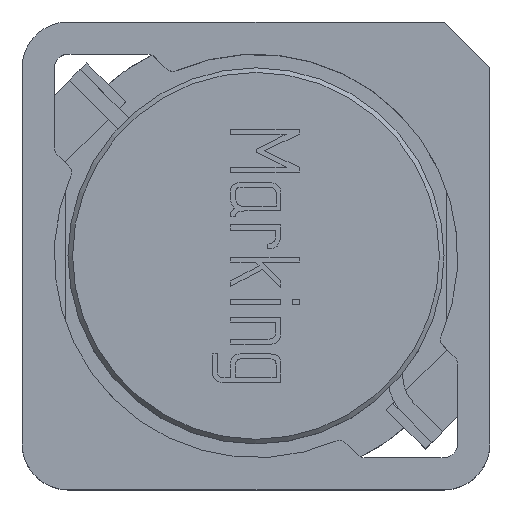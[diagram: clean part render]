
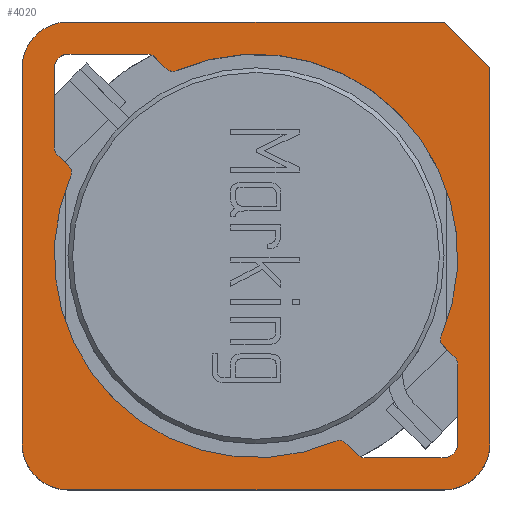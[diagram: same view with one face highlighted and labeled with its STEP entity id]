
A CAD part, top view. The second image highlights one B-rep face of the part: STEP entity #4020.
In plain terms, the highlighted planar face has unit normal (0, 0, 1).
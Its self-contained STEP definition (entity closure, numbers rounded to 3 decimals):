
#177=CIRCLE('',#4267,0.2);
#179=CIRCLE('',#4270,0.2);
#182=CIRCLE('',#4274,0.2);
#183=CIRCLE('',#4277,0.2);
#185=CIRCLE('',#4281,0.3);
#187=CIRCLE('',#4284,0.2);
#189=CIRCLE('',#4288,0.2);
#191=CIRCLE('',#4291,0.3);
#194=CIRCLE('',#4297,0.2);
#195=CIRCLE('',#4299,4.4);
#197=CIRCLE('',#4303,1.);
#199=CIRCLE('',#4307,1.);
#201=CIRCLE('',#4313,1.);
#202=CIRCLE('',#4314,0.2);
#203=CIRCLE('',#4315,4.4);
#1277=ORIENTED_EDGE('',*,*,#1903,.T.);
#1278=ORIENTED_EDGE('',*,*,#1908,.F.);
#1279=ORIENTED_EDGE('',*,*,#1904,.T.);
#1280=ORIENTED_EDGE('',*,*,#1910,.T.);
#1281=ORIENTED_EDGE('',*,*,#1911,.T.);
#1282=ORIENTED_EDGE('',*,*,#1891,.T.);
#1283=ORIENTED_EDGE('',*,*,#1895,.T.);
#1284=ORIENTED_EDGE('',*,*,#1898,.T.);
#1285=ORIENTED_EDGE('',*,*,#1838,.F.);
#1286=ORIENTED_EDGE('',*,*,#1912,.T.);
#1287=ORIENTED_EDGE('',*,*,#1913,.F.);
#1288=ORIENTED_EDGE('',*,*,#1844,.T.);
#1289=ORIENTED_EDGE('',*,*,#1840,.T.);
#1290=ORIENTED_EDGE('',*,*,#1847,.F.);
#1291=ORIENTED_EDGE('',*,*,#1879,.T.);
#1292=ORIENTED_EDGE('',*,*,#1875,.F.);
#1293=ORIENTED_EDGE('',*,*,#1890,.T.);
#1294=ORIENTED_EDGE('',*,*,#1871,.F.);
#1295=ORIENTED_EDGE('',*,*,#1881,.T.);
#1296=ORIENTED_EDGE('',*,*,#1886,.T.);
#1297=ORIENTED_EDGE('',*,*,#1887,.F.);
#1298=ORIENTED_EDGE('',*,*,#1852,.T.);
#1299=ORIENTED_EDGE('',*,*,#1856,.F.);
#1300=ORIENTED_EDGE('',*,*,#1857,.F.);
#1301=ORIENTED_EDGE('',*,*,#1860,.F.);
#1302=ORIENTED_EDGE('',*,*,#1863,.F.);
#1303=ORIENTED_EDGE('',*,*,#1870,.F.);
#1304=ORIENTED_EDGE('',*,*,#1866,.F.);
#1838=EDGE_CURVE('',#2237,#2238,#2689,.T.);
#1840=EDGE_CURVE('',#2239,#2240,#2691,.T.);
#1844=EDGE_CURVE('',#2243,#2239,#177,.T.);
#1847=EDGE_CURVE('',#2245,#2240,#179,.T.);
#1852=EDGE_CURVE('',#2250,#2249,#182,.T.);
#1856=EDGE_CURVE('',#2252,#2249,#2701,.T.);
#1857=EDGE_CURVE('',#2253,#2252,#183,.T.);
#1860=EDGE_CURVE('',#2255,#2253,#2703,.T.);
#1863=EDGE_CURVE('',#2257,#2255,#185,.T.);
#1866=EDGE_CURVE('',#2238,#2259,#187,.T.);
#1870=EDGE_CURVE('',#2259,#2257,#2709,.T.);
#1871=EDGE_CURVE('',#2261,#2262,#189,.T.);
#1875=EDGE_CURVE('',#2265,#2266,#191,.T.);
#1879=EDGE_CURVE('',#2245,#2266,#2714,.T.);
#1881=EDGE_CURVE('',#2261,#2269,#2716,.T.);
#1886=EDGE_CURVE('',#2269,#2272,#194,.T.);
#1887=EDGE_CURVE('',#2250,#2272,#195,.T.);
#1890=EDGE_CURVE('',#2265,#2262,#2721,.T.);
#1891=EDGE_CURVE('',#2273,#2274,#197,.T.);
#1895=EDGE_CURVE('',#2274,#2277,#2724,.T.);
#1898=EDGE_CURVE('',#2277,#2279,#199,.T.);
#1903=EDGE_CURVE('',#2279,#2282,#2730,.T.);
#1904=EDGE_CURVE('',#2283,#2284,#2731,.T.);
#1908=EDGE_CURVE('',#2283,#2282,#2735,.T.);
#1910=EDGE_CURVE('',#2284,#2287,#201,.T.);
#1911=EDGE_CURVE('',#2287,#2273,#2737,.T.);
#1912=EDGE_CURVE('',#2237,#2288,#202,.T.);
#1913=EDGE_CURVE('',#2243,#2288,#203,.T.);
#2237=VERTEX_POINT('',#7056);
#2238=VERTEX_POINT('',#7058);
#2239=VERTEX_POINT('',#7062);
#2240=VERTEX_POINT('',#7063);
#2243=VERTEX_POINT('',#7071);
#2245=VERTEX_POINT('',#7077);
#2249=VERTEX_POINT('',#7086);
#2250=VERTEX_POINT('',#7088);
#2252=VERTEX_POINT('',#7094);
#2253=VERTEX_POINT('',#7098);
#2255=VERTEX_POINT('',#7104);
#2257=VERTEX_POINT('',#7110);
#2259=VERTEX_POINT('',#7116);
#2261=VERTEX_POINT('',#7125);
#2262=VERTEX_POINT('',#7126);
#2265=VERTEX_POINT('',#7134);
#2266=VERTEX_POINT('',#7135);
#2269=VERTEX_POINT('',#7146);
#2272=VERTEX_POINT('',#7154);
#2273=VERTEX_POINT('',#7164);
#2274=VERTEX_POINT('',#7165);
#2277=VERTEX_POINT('',#7173);
#2279=VERTEX_POINT('',#7179);
#2282=VERTEX_POINT('',#7187);
#2283=VERTEX_POINT('',#7191);
#2284=VERTEX_POINT('',#7192);
#2287=VERTEX_POINT('',#7203);
#2288=VERTEX_POINT('',#7206);
#2689=LINE('',#7057,#3139);
#2691=LINE('',#7061,#3141);
#2701=LINE('',#7095,#3151);
#2703=LINE('',#7103,#3153);
#2709=LINE('',#7122,#3159);
#2714=LINE('',#7142,#3164);
#2716=LINE('',#7145,#3166);
#2721=LINE('',#7161,#3171);
#2724=LINE('',#7172,#3174);
#2730=LINE('',#7188,#3180);
#2731=LINE('',#7190,#3181);
#2735=LINE('',#7199,#3185);
#2737=LINE('',#7204,#3187);
#3139=VECTOR('',#5153,1000.);
#3141=VECTOR('',#5157,1000.);
#3151=VECTOR('',#5187,1000.);
#3153=VECTOR('',#5197,1000.);
#3159=VECTOR('',#5217,1000.);
#3164=VECTOR('',#5236,1000.);
#3166=VECTOR('',#5240,1000.);
#3171=VECTOR('',#5259,1000.);
#3174=VECTOR('',#5270,1000.);
#3180=VECTOR('',#5284,1000.);
#3181=VECTOR('',#5287,1000.);
#3185=VECTOR('',#5293,1000.);
#3187=VECTOR('',#5299,1000.);
#3415=EDGE_LOOP('',(#1277,#1278,#1279,#1280,#1281,#1282,#1283,#1284));
#3416=EDGE_LOOP('',(#1285,#1286,#1287,#1288,#1289,#1290,#1291,#1292,#1293,
#1294,#1295,#1296,#1297,#1298,#1299,#1300,#1301,#1302,#1303,#1304));
#3647=FACE_BOUND('',#3415,.T.);
#3648=FACE_BOUND('',#3416,.T.);
#3808=PLANE('',#4312);
#4020=ADVANCED_FACE('',(#3647,#3648),#3808,.T.);
#4267=AXIS2_PLACEMENT_3D('',#7070,#5163,#5164);
#4270=AXIS2_PLACEMENT_3D('',#7076,#5170,#5171);
#4274=AXIS2_PLACEMENT_3D('',#7087,#5180,#5181);
#4277=AXIS2_PLACEMENT_3D('',#7097,#5190,#5191);
#4281=AXIS2_PLACEMENT_3D('',#7109,#5202,#5203);
#4284=AXIS2_PLACEMENT_3D('',#7115,#5209,#5210);
#4288=AXIS2_PLACEMENT_3D('',#7124,#5220,#5221);
#4291=AXIS2_PLACEMENT_3D('',#7133,#5228,#5229);
#4297=AXIS2_PLACEMENT_3D('',#7155,#5248,#5249);
#4299=AXIS2_PLACEMENT_3D('',#7157,#5252,#5253);
#4303=AXIS2_PLACEMENT_3D('',#7163,#5262,#5263);
#4307=AXIS2_PLACEMENT_3D('',#7178,#5275,#5276);
#4312=AXIS2_PLACEMENT_3D('',#7201,#5295,#5296);
#4313=AXIS2_PLACEMENT_3D('',#7202,#5297,#5298);
#4314=AXIS2_PLACEMENT_3D('',#7205,#5300,#5301);
#4315=AXIS2_PLACEMENT_3D('',#7207,#5302,#5303);
#5153=DIRECTION('',(-0.707,-0.707,0.));
#5157=DIRECTION('',(0.707,0.707,0.));
#5163=DIRECTION('',(0.,0.,1.));
#5164=DIRECTION('',(1.,0.,0.));
#5170=DIRECTION('',(0.,0.,1.));
#5171=DIRECTION('',(1.,0.,0.));
#5180=DIRECTION('',(0.,0.,1.));
#5181=DIRECTION('',(1.,0.,0.));
#5187=DIRECTION('',(0.707,0.707,0.));
#5190=DIRECTION('',(0.,0.,1.));
#5191=DIRECTION('',(1.,0.,0.));
#5197=DIRECTION('',(1.,0.,0.));
#5202=DIRECTION('',(0.,0.,1.));
#5203=DIRECTION('',(1.,0.,0.));
#5209=DIRECTION('',(0.,0.,1.));
#5210=DIRECTION('',(1.,0.,0.));
#5217=DIRECTION('',(0.,-1.,0.));
#5220=DIRECTION('',(0.,0.,1.));
#5221=DIRECTION('',(1.,0.,0.));
#5228=DIRECTION('',(0.,0.,1.));
#5229=DIRECTION('',(1.,0.,0.));
#5236=DIRECTION('',(1.,0.,0.));
#5240=DIRECTION('',(-0.707,-0.707,0.));
#5248=DIRECTION('',(0.,0.,1.));
#5249=DIRECTION('',(1.,0.,0.));
#5252=DIRECTION('',(0.,0.,1.));
#5253=DIRECTION('',(1.,0.,0.));
#5259=DIRECTION('',(0.,-1.,0.));
#5262=DIRECTION('',(0.,0.,1.));
#5263=DIRECTION('',(1.,0.,0.));
#5270=DIRECTION('',(0.,1.,0.));
#5275=DIRECTION('',(0.,0.,1.));
#5276=DIRECTION('',(1.,0.,0.));
#5284=DIRECTION('',(-1.,0.,0.));
#5287=DIRECTION('',(0.,-1.,0.));
#5293=DIRECTION('',(0.707,0.707,0.));
#5295=DIRECTION('',(0.,0.,1.));
#5296=DIRECTION('',(1.,0.,0.));
#5297=DIRECTION('',(0.,0.,1.));
#5298=DIRECTION('',(1.,0.,0.));
#5299=DIRECTION('',(1.,0.,0.));
#5300=DIRECTION('',(0.,0.,1.));
#5301=DIRECTION('',(1.,0.,0.));
#5302=DIRECTION('',(0.,0.,1.));
#5303=DIRECTION('',(1.,0.,0.));
#7056=CARTESIAN_POINT('',(-4.083,-1.962,4.45));
#7057=CARTESIAN_POINT('',(-6.161,-4.039,4.45));
#7058=CARTESIAN_POINT('',(-4.341,-2.22,4.45));
#7061=CARTESIAN_POINT('',(-6.161,-4.039,4.45));
#7062=CARTESIAN_POINT('',(1.962,4.083,4.45));
#7063=CARTESIAN_POINT('',(2.22,4.341,4.45));
#7070=CARTESIAN_POINT('',(1.82,4.224,4.45));
#7071=CARTESIAN_POINT('',(1.741,4.041,4.45));
#7076=CARTESIAN_POINT('',(2.362,4.2,4.45));
#7077=CARTESIAN_POINT('',(2.362,4.4,4.45));
#7086=CARTESIAN_POINT('',(-1.962,-4.083,4.45));
#7087=CARTESIAN_POINT('',(-1.82,-4.224,4.45));
#7088=CARTESIAN_POINT('',(-1.741,-4.041,4.45));
#7094=CARTESIAN_POINT('',(-2.22,-4.341,4.45));
#7095=CARTESIAN_POINT('',(-4.039,-6.161,4.45));
#7097=CARTESIAN_POINT('',(-2.362,-4.2,4.45));
#7098=CARTESIAN_POINT('',(-2.362,-4.4,4.45));
#7103=CARTESIAN_POINT('',(-5.1,-4.4,4.45));
#7104=CARTESIAN_POINT('',(-4.1,-4.4,4.45));
#7109=CARTESIAN_POINT('',(-4.1,-4.1,4.45));
#7110=CARTESIAN_POINT('',(-4.4,-4.1,4.45));
#7115=CARTESIAN_POINT('',(-4.2,-2.362,4.45));
#7116=CARTESIAN_POINT('',(-4.4,-2.362,4.45));
#7122=CARTESIAN_POINT('',(-4.4,-5.1,4.45));
#7124=CARTESIAN_POINT('',(4.2,2.362,4.45));
#7125=CARTESIAN_POINT('',(4.341,2.22,4.45));
#7126=CARTESIAN_POINT('',(4.4,2.362,4.45));
#7133=CARTESIAN_POINT('',(4.1,4.1,4.45));
#7134=CARTESIAN_POINT('',(4.4,4.1,4.45));
#7135=CARTESIAN_POINT('',(4.1,4.4,4.45));
#7142=CARTESIAN_POINT('',(-5.1,4.4,4.45));
#7145=CARTESIAN_POINT('',(-4.039,-6.161,4.45));
#7146=CARTESIAN_POINT('',(4.083,1.962,4.45));
#7154=CARTESIAN_POINT('',(4.041,1.741,4.45));
#7155=CARTESIAN_POINT('',(4.224,1.82,4.45));
#7157=CARTESIAN_POINT('',(0.,0.,4.45));
#7161=CARTESIAN_POINT('',(4.4,-5.1,4.45));
#7163=CARTESIAN_POINT('',(4.1,-4.1,4.45));
#7164=CARTESIAN_POINT('',(4.1,-5.1,4.45));
#7165=CARTESIAN_POINT('',(5.1,-4.1,4.45));
#7172=CARTESIAN_POINT('',(5.1,-5.1,4.45));
#7173=CARTESIAN_POINT('',(5.1,4.1,4.45));
#7178=CARTESIAN_POINT('',(4.1,4.1,4.45));
#7179=CARTESIAN_POINT('',(4.1,5.1,4.45));
#7187=CARTESIAN_POINT('',(-4.1,5.1,4.45));
#7188=CARTESIAN_POINT('',(5.1,5.1,4.45));
#7190=CARTESIAN_POINT('',(-5.1,5.1,4.45));
#7191=CARTESIAN_POINT('',(-5.1,4.1,4.45));
#7192=CARTESIAN_POINT('',(-5.1,-4.1,4.45));
#7199=CARTESIAN_POINT('',(-9.7,-0.5,4.45));
#7201=CARTESIAN_POINT('',(-5.1,-5.1,4.45));
#7202=CARTESIAN_POINT('',(-4.1,-4.1,4.45));
#7203=CARTESIAN_POINT('',(-4.1,-5.1,4.45));
#7204=CARTESIAN_POINT('',(-5.1,-5.1,4.45));
#7205=CARTESIAN_POINT('',(-4.224,-1.82,4.45));
#7206=CARTESIAN_POINT('',(-4.041,-1.741,4.45));
#7207=CARTESIAN_POINT('',(0.,0.,4.45));
